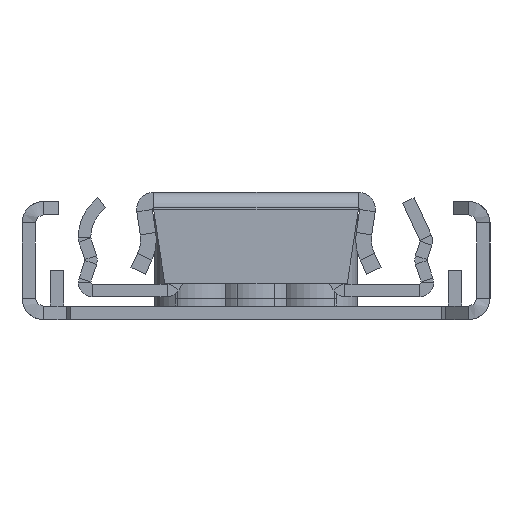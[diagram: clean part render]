
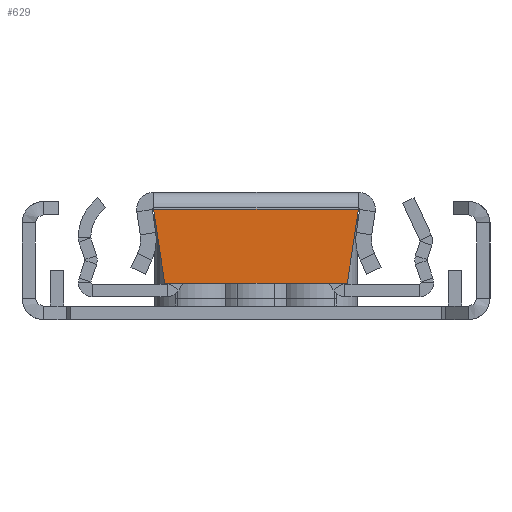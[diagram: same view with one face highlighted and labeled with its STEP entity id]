
A CAD part, left-side view. The second image highlights one B-rep face of the part: STEP entity #629.
In plain terms, the highlighted planar face has unit normal (-1, 0, 0).
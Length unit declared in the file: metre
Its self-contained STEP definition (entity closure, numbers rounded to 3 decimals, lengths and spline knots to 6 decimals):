
#629 = ADVANCED_FACE( '', ( #1710 ), #1711, .F. );
#1710 = FACE_OUTER_BOUND( '', #2964, .T. );
#1711 = PLANE( '', #2965 );
#2964 = EDGE_LOOP( '', ( #6751, #6752, #6753, #6754 ) );
#2965 = AXIS2_PLACEMENT_3D( '', #6755, #6756, #6757 );
#6751 = ORIENTED_EDGE( '', *, *, #8098, .T. );
#6752 = ORIENTED_EDGE( '', *, *, #8091, .T. );
#6753 = ORIENTED_EDGE( '', *, *, #8088, .T. );
#6754 = ORIENTED_EDGE( '', *, *, #8094, .T. );
#6755 = CARTESIAN_POINT( '', ( -0.001524, 0., 0.00442 ) );
#6756 = DIRECTION( '', ( 1., 0., 0. ) );
#6757 = DIRECTION( '', ( 0., 1., 0. ) );
#8088 = EDGE_CURVE( '', #10062, #10059, #10063, .T. );
#8091 = EDGE_CURVE( '', #10067, #10062, #10068, .T. );
#8094 = EDGE_CURVE( '', #10059, #10072, #10073, .T. );
#8098 = EDGE_CURVE( '', #10072, #10067, #10078, .F. );
#10059 = VERTEX_POINT( '', #13123 );
#10062 = VERTEX_POINT( '', #13127 );
#10063 = LINE( '', #13128, #13129 );
#10067 = VERTEX_POINT( '', #13135 );
#10068 = LINE( '', #13136, #13137 );
#10072 = VERTEX_POINT( '', #13143 );
#10073 = LINE( '', #13144, #13145 );
#10078 = LINE( '', #13153, #13154 );
#13123 = CARTESIAN_POINT( '', ( -0.001524, 0.008879, 0.008839 ) );
#13127 = CARTESIAN_POINT( '', ( -0.001524, -0.008879, 0.008839 ) );
#13128 = CARTESIAN_POINT( '', ( -0.001524, 0., 0.008839 ) );
#13129 = VECTOR( '', #15030, 1. );
#13135 = CARTESIAN_POINT( '', ( -0.001524, -0.009957, 0.001651 ) );
#13136 = CARTESIAN_POINT( '', ( -0.001524, -0.009542, 0.00442 ) );
#13137 = VECTOR( '', #15033, 1. );
#13143 = CARTESIAN_POINT( '', ( -0.001524, 0.009957, 0.001651 ) );
#13144 = CARTESIAN_POINT( '', ( -0.001524, 0.009542, 0.00442 ) );
#13145 = VECTOR( '', #15036, 1. );
#13153 = CARTESIAN_POINT( '', ( -0.001524, 0., 0.001651 ) );
#13154 = VECTOR( '', #15040, 1. );
#15030 = DIRECTION( '', ( 0., 1., 0. ) );
#15033 = DIRECTION( '', ( 0., 0.148, 0.989 ) );
#15036 = DIRECTION( '', ( 0., 0.148, -0.989 ) );
#15040 = DIRECTION( '', ( 0., 1., 0. ) );
